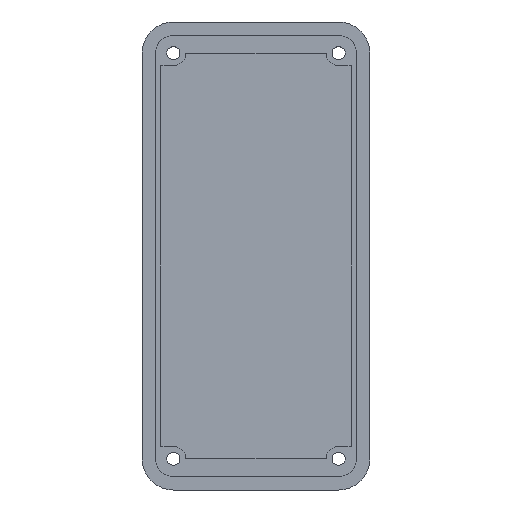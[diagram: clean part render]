
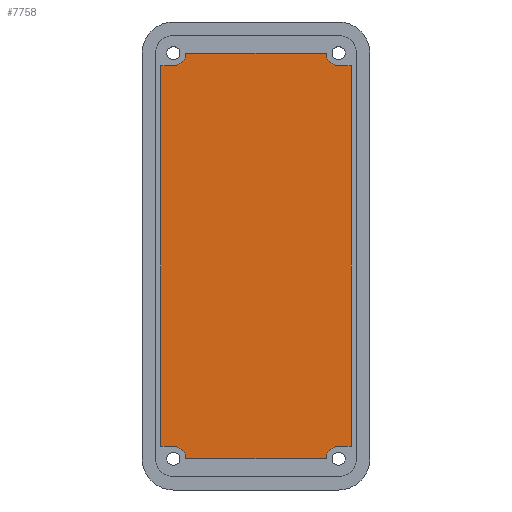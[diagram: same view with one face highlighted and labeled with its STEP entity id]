
A CAD part, top view. The second image highlights one B-rep face of the part: STEP entity #7758.
In plain terms, the highlighted planar face has unit normal (0, 0, 1).
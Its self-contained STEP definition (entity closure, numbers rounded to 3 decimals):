
#171 = CARTESIAN_POINT ( 'NONE',  ( -13., -28., -18.1 ) ) ;
#218 = CIRCLE ( 'NONE', #8251, 2. ) ;
#306 = VERTEX_POINT ( 'NONE', #2180 ) ;
#500 = CARTESIAN_POINT ( 'NONE',  ( 11.53, -30., -18.1 ) ) ;
#525 = VERTEX_POINT ( 'NONE', #7276 ) ;
#532 = DIRECTION ( 'NONE',  ( 0., 1., 0. ) ) ;
#566 = VERTEX_POINT ( 'NONE', #8140 ) ;
#911 = AXIS2_PLACEMENT_3D ( 'NONE', #12312, #1330, #11390 ) ;
#922 = CARTESIAN_POINT ( 'NONE',  ( -13., 33.12, -18.1 ) ) ;
#1063 = LINE ( 'NONE', #2221, #12684 ) ;
#1120 = CIRCLE ( 'NONE', #911, 2. ) ;
#1278 = ORIENTED_EDGE ( 'NONE', *, *, #4523, .F. ) ;
#1330 = DIRECTION ( 'NONE',  ( 0., 0., 1. ) ) ;
#1353 = CARTESIAN_POINT ( 'NONE',  ( 15.53, -30., -18.1 ) ) ;
#1381 = ORIENTED_EDGE ( 'NONE', *, *, #9522, .F. ) ;
#1399 = FACE_OUTER_BOUND ( 'NONE', #5202, .T. ) ;
#1416 = DIRECTION ( 'NONE',  ( 0., 1., 0. ) ) ;
#1684 = DIRECTION ( 'NONE',  ( 1., 0., 0. ) ) ;
#1937 = DIRECTION ( 'NONE',  ( 0., -1., 0. ) ) ;
#1946 = CARTESIAN_POINT ( 'NONE',  ( 11.53, 35.12, -18.1 ) ) ;
#2180 = CARTESIAN_POINT ( 'NONE',  ( -15., 33.12, -18.1 ) ) ;
#2217 = ORIENTED_EDGE ( 'NONE', *, *, #11735, .F. ) ;
#2221 = CARTESIAN_POINT ( 'NONE',  ( -15., 35.12, -18.1 ) ) ;
#2335 = CARTESIAN_POINT ( 'NONE',  ( 13.53, 35.12, -18.1 ) ) ;
#2508 = EDGE_CURVE ( 'NONE', #13659, #10107, #9155, .T. ) ;
#3331 = VERTEX_POINT ( 'NONE', #6235 ) ;
#3463 = CARTESIAN_POINT ( 'NONE',  ( 15.53, 33.12, -18.1 ) ) ;
#3495 = DIRECTION ( 'NONE',  ( 0., 0., -1. ) ) ;
#3697 = VECTOR ( 'NONE', #6736, 1000. ) ;
#3800 = VERTEX_POINT ( 'NONE', #3463 ) ;
#3950 = CARTESIAN_POINT ( 'NONE',  ( -11., -30., -18.1 ) ) ;
#4161 = CIRCLE ( 'NONE', #7379, 2. ) ;
#4260 = CARTESIAN_POINT ( 'NONE',  ( 13.53, 33.12, -18.1 ) ) ;
#4297 = EDGE_CURVE ( 'NONE', #9800, #3331, #10770, .T. ) ;
#4326 = VERTEX_POINT ( 'NONE', #922 ) ;
#4385 = CARTESIAN_POINT ( 'NONE',  ( 13.53, -28., -18.1 ) ) ;
#4421 = EDGE_CURVE ( 'NONE', #9800, #3800, #11200, .T. ) ;
#4430 = CARTESIAN_POINT ( 'NONE',  ( 13.53, 33.12, -18.1 ) ) ;
#4446 = CARTESIAN_POINT ( 'NONE',  ( -13., -30., -18.1 ) ) ;
#4523 = EDGE_CURVE ( 'NONE', #306, #4326, #6026, .T. ) ;
#4533 = ORIENTED_EDGE ( 'NONE', *, *, #8730, .F. ) ;
#4643 = DIRECTION ( 'NONE',  ( -1., 0., 0. ) ) ;
#4729 = ORIENTED_EDGE ( 'NONE', *, *, #4925, .F. ) ;
#4925 = EDGE_CURVE ( 'NONE', #12082, #3800, #9076, .T. ) ;
#4950 = ORIENTED_EDGE ( 'NONE', *, *, #13317, .F. ) ;
#5202 = EDGE_LOOP ( 'NONE', ( #9176, #14090, #4950, #2217, #1381, #9022, #10069, #4729, #11286, #9054, #4533, #1278 ) ) ;
#5755 = VERTEX_POINT ( 'NONE', #3950 ) ;
#6026 = LINE ( 'NONE', #8238, #12999 ) ;
#6235 = CARTESIAN_POINT ( 'NONE',  ( 13.53, -28., -18.1 ) ) ;
#6254 = VECTOR ( 'NONE', #6598, 1000. ) ;
#6368 = VERTEX_POINT ( 'NONE', #500 ) ;
#6598 = DIRECTION ( 'NONE',  ( -1., 0., 0. ) ) ;
#6630 = VECTOR ( 'NONE', #1684, 1000. ) ;
#6719 = DIRECTION ( 'NONE',  ( 0., 0., 1. ) ) ;
#6736 = DIRECTION ( 'NONE',  ( -1., 0., 0. ) ) ;
#7055 = VECTOR ( 'NONE', #13559, 1000. ) ;
#7150 = VECTOR ( 'NONE', #4643, 1000. ) ;
#7276 = CARTESIAN_POINT ( 'NONE',  ( -15., -28., -18.1 ) ) ;
#7379 = AXIS2_PLACEMENT_3D ( 'NONE', #4446, #13401, #1416 ) ;
#7708 = CARTESIAN_POINT ( 'NONE',  ( 15.53, -28., -18.1 ) ) ;
#7758 = ADVANCED_FACE ( 'NONE', ( #1399 ), #11104, .F. ) ;
#8011 = AXIS2_PLACEMENT_3D ( 'NONE', #2335, #6719, #532 ) ;
#8083 = CARTESIAN_POINT ( 'NONE',  ( -11., 35.12, -18.1 ) ) ;
#8140 = CARTESIAN_POINT ( 'NONE',  ( -13., -28., -18.1 ) ) ;
#8238 = CARTESIAN_POINT ( 'NONE',  ( -13., 33.12, -18.1 ) ) ;
#8251 = AXIS2_PLACEMENT_3D ( 'NONE', #9405, #12489, #11355 ) ;
#8725 = LINE ( 'NONE', #171, #7150 ) ;
#8730 = EDGE_CURVE ( 'NONE', #4326, #13659, #1120, .T. ) ;
#8742 = CARTESIAN_POINT ( 'NONE',  ( -11., -30., -18.1 ) ) ;
#8863 = CARTESIAN_POINT ( 'NONE',  ( -11., 35.12, -18.1 ) ) ;
#9022 = ORIENTED_EDGE ( 'NONE', *, *, #4297, .F. ) ;
#9054 = ORIENTED_EDGE ( 'NONE', *, *, #2508, .F. ) ;
#9076 = LINE ( 'NONE', #4260, #10273 ) ;
#9155 = LINE ( 'NONE', #8083, #6630 ) ;
#9176 = ORIENTED_EDGE ( 'NONE', *, *, #13906, .T. ) ;
#9405 = CARTESIAN_POINT ( 'NONE',  ( 13.53, -30., -18.1 ) ) ;
#9499 = DIRECTION ( 'NONE',  ( 1., 0., 0. ) ) ;
#9522 = EDGE_CURVE ( 'NONE', #3331, #6368, #218, .T. ) ;
#9800 = VERTEX_POINT ( 'NONE', #7708 ) ;
#10069 = ORIENTED_EDGE ( 'NONE', *, *, #4421, .T. ) ;
#10101 = LINE ( 'NONE', #8742, #3697 ) ;
#10107 = VERTEX_POINT ( 'NONE', #1946 ) ;
#10163 = DIRECTION ( 'NONE',  ( 0., 1., 0. ) ) ;
#10273 = VECTOR ( 'NONE', #9499, 1000. ) ;
#10770 = LINE ( 'NONE', #4385, #6254 ) ;
#11104 = PLANE ( 'NONE',  #11179 ) ;
#11179 = AXIS2_PLACEMENT_3D ( 'NONE', #13454, #3495, #10163 ) ;
#11200 = LINE ( 'NONE', #1353, #7055 ) ;
#11286 = ORIENTED_EDGE ( 'NONE', *, *, #11316, .F. ) ;
#11316 = EDGE_CURVE ( 'NONE', #10107, #12082, #13747, .T. ) ;
#11355 = DIRECTION ( 'NONE',  ( 0., 1., 0. ) ) ;
#11390 = DIRECTION ( 'NONE',  ( 0., 1., 0. ) ) ;
#11735 = EDGE_CURVE ( 'NONE', #6368, #5755, #10101, .T. ) ;
#12082 = VERTEX_POINT ( 'NONE', #4430 ) ;
#12312 = CARTESIAN_POINT ( 'NONE',  ( -13., 35.12, -18.1 ) ) ;
#12489 = DIRECTION ( 'NONE',  ( 0., 0., 1. ) ) ;
#12684 = VECTOR ( 'NONE', #1937, 1000. ) ;
#12879 = DIRECTION ( 'NONE',  ( 1., 0., 0. ) ) ;
#12999 = VECTOR ( 'NONE', #12879, 1000. ) ;
#13317 = EDGE_CURVE ( 'NONE', #5755, #566, #4161, .T. ) ;
#13401 = DIRECTION ( 'NONE',  ( 0., 0., 1. ) ) ;
#13454 = CARTESIAN_POINT ( 'NONE',  ( 0., 0., -18.1 ) ) ;
#13559 = DIRECTION ( 'NONE',  ( 0., 1., 0. ) ) ;
#13601 = EDGE_CURVE ( 'NONE', #566, #525, #8725, .T. ) ;
#13659 = VERTEX_POINT ( 'NONE', #8863 ) ;
#13747 = CIRCLE ( 'NONE', #8011, 2. ) ;
#13906 = EDGE_CURVE ( 'NONE', #306, #525, #1063, .T. ) ;
#14090 = ORIENTED_EDGE ( 'NONE', *, *, #13601, .F. ) ;
